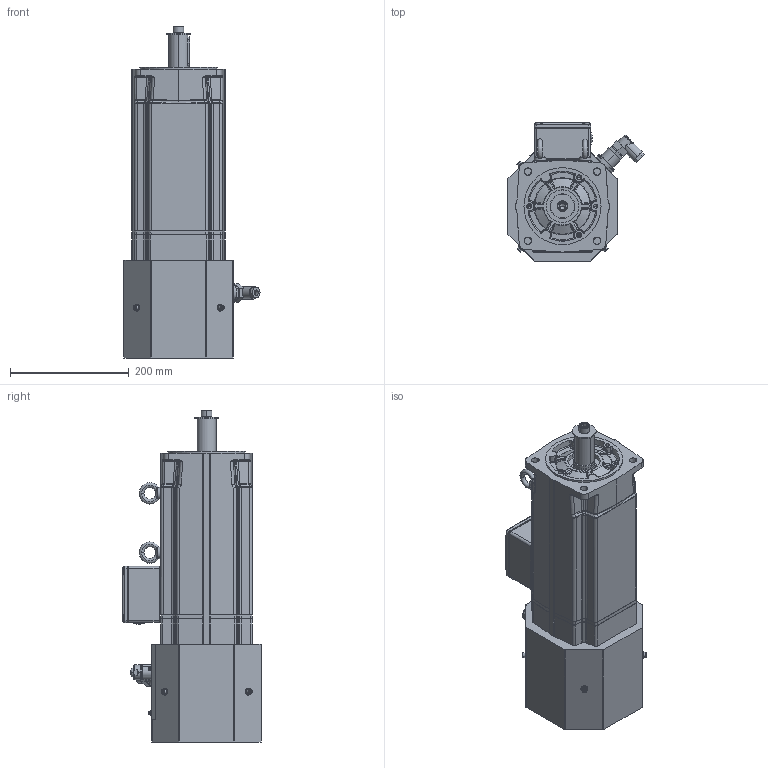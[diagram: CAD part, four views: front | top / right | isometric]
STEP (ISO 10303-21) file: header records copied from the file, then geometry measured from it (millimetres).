
FILE_DESCRIPTION((''),'2;1');
FILE_NAME('NX860EAR9301_SW0001','2005-07-20T',('stagiaire'),(''),'PRO/ENGINEER BY PARAMETRIC TECHNOLOGY CORPORATION, 2005110','PRO/ENGINEER BY PARAMETRIC TECHNOLOGY CORPORATION, 2005110','');
FILE_SCHEMA(('CONFIG_CONTROL_DESIGN'));
Products named in the file (1): NX860EAR9301_SW0001
Bounding box: 230.6 x 234 x 559.9 mm (x, y, z)
Volume: 12301132.1 mm3; surface area: 445782.2 mm2
Topology: 2 solids, 2 shells, 1359 faces, 3204 edges, 1888 vertices
Faces by surface type: plane 389, bspline 354, cylinder 319, cone 178, torus 99, sphere 20
Entity records: 57641 total; most frequent: CARTESIAN_POINT 29193, ORIENTED_EDGE 6340, DIRECTION 5359, EDGE_CURVE 3170, AXIS2_PLACEMENT_3D 2150, VERTEX_POINT 1888, EDGE_LOOP 1444, FACE_OUTER_BOUND 1359
